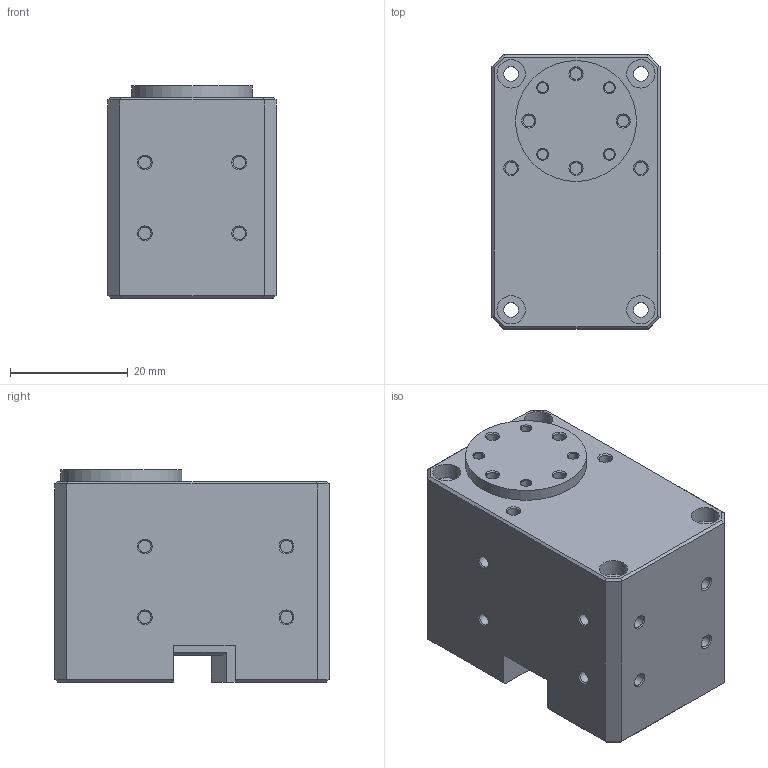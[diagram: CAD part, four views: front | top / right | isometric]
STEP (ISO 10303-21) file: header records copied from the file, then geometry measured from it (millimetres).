
FILE_DESCRIPTION(/* description */ ('STEP AP214'),/* implementation_level */ '2;1');
FILE_NAME(/* name */ '619ba9f89c98216352074ec9',/* time_stamp */ '2021-11-22T14:32:25+00:00',/* author */ (''),/* organization */ (''),/* preprocessor_version */ 'ST-DEVELOPER v18.1',/* originating_system */ ' ',/* authorisation */ ' ');
FILE_SCHEMA (('AUTOMOTIVE_DESIGN {1 0 10303 214 3 1 1}'));
Length unit declared in the file: metre
Products named in the file (1): DC11_A01_DUMMY
Bounding box: 28.5 x 46.5 x 36 mm (x, y, z)
Volume: 42023.3 mm3; surface area: 9742.5 mm2
Topology: 1 solids, 1 shells, 170 faces, 382 edges, 248 vertices
Faces by surface type: plane 93, cylinder 45, cone 32
Full cylindrical faces by diameter (mm): 1.7 x4, 2 x4, 2.1 x16, 2.5 x4, 3 x1, 4.8 x8, 20.5 x1
Entity records: 4162 total; most frequent: DIRECTION 746, CARTESIAN_POINT 671, ORIENTED_EDGE 564, AXIS2_PLACEMENT_3D 293, EDGE_CURVE 282, EDGE_LOOP 282, FACE_BOUND 282, VERTEX_POINT 218
